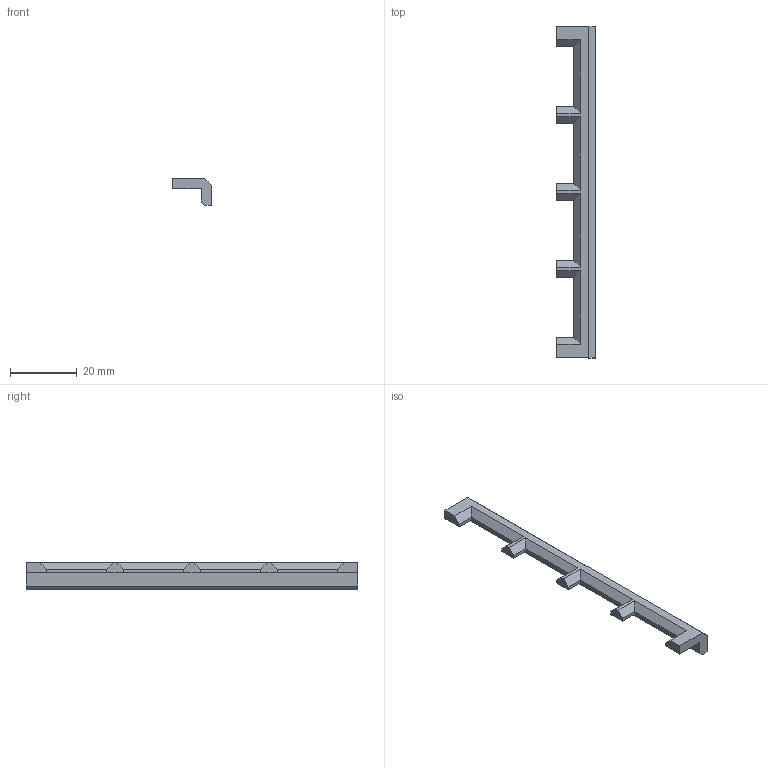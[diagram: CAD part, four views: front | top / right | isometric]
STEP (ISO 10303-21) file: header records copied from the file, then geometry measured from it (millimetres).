
FILE_DESCRIPTION(/* description */ (''),/* implementation_level */ '2;1');
FILE_NAME(/* name */ 'Haltebgel_Ampelsteuerung.step',/* time_stamp */ '2024-09-18T09:40:57+02:00',/* author */ (''),/* organization */ (''),/* preprocessor_version */ 'ST-DEVELOPER v20',/* originating_system */ 'Autodesk Translation Framework v13.14.0.145',/* authorisation */ '');
FILE_SCHEMA (('AUTOMOTIVE_DESIGN { 1 0 10303 214 3 1 1 }'));
Length unit declared in the file: millimetre
Products named in the file (2): Haltebügel_Ampelsteuerung; Haltebügel_Steckverbinder
Assembly tree (1 placements, depth 2):
  Haltebügel_Ampelsteuerung
    Haltebügel_Steckverbinder
Bounding box: 11.6 x 99.2 x 8 mm (x, y, z)
Volume: 3343.6 mm3; surface area: 3062 mm2
Topology: 1 solids, 1 shells, 38 faces, 100 edges, 64 vertices
Faces by surface type: plane 38
Entity records: 1193 total; most frequent: CARTESIAN_POINT 205, ORIENTED_EDGE 200, DIRECTION 182, LINE 100, VECTOR 100, EDGE_CURVE 100, VERTEX_POINT 64, AXIS2_PLACEMENT_3D 41
